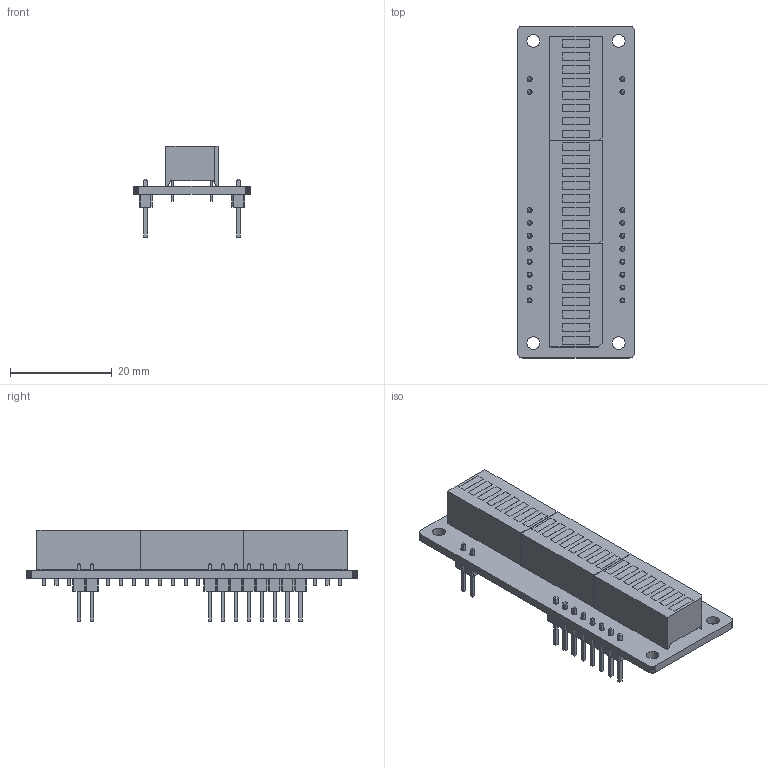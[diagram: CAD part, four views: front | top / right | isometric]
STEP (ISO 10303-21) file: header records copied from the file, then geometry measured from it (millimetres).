
FILE_DESCRIPTION(('KiCad electronic assembly'),'2;1');
FILE_NAME('SBK BarMeter 24 V1.step','2025-06-16T07:57:33',('Pcbnew'),( 'Kicad'),'Open CASCADE STEP processor 7.7','KiCad to STEP converter' ,'Unknown');
FILE_SCHEMA(('AUTOMOTIVE_DESIGN { 1 0 10303 214 1 1 1 1 }'));
Length unit declared in the file: millimetre
Products named in the file (8): SBK BarMeter 24 V1 1; B8B LEDs display BLUE; COMPOUND; PinHeader_1x02_P2.54mm_Vertical; SOLID; PinHeader_1x08_P2.54mm_Vertical; _autosave-SBK BarMeter 24 V1 PCB
Assembly tree (11 placements, depth 3):
  SBK BarMeter 24 V1 1
    B8B LEDs display BLUE  x3
      COMPOUND
    PinHeader_1x02_P2.54mm_Vertical  x2
      SOLID
    PinHeader_1x08_P2.54mm_Vertical  x2
      SOLID
    _autosave-SBK BarMeter 24 V1 PCB
Bounding box: 23 x 65.36 x 18.06 mm (x, y, z)
Volume: 7127.6 mm3; surface area: 7651.9 mm2
Topology: 56 solids, 56 shells, 1047 faces, 2453 edges, 1582 vertices
Faces by surface type: plane 975, cylinder 72
Full cylindrical faces by diameter (mm): 0.762 x48, 1 x20, 2.5 x4
Entity records: 33143 total; most frequent: CARTESIAN_POINT 5868, DIRECTION 4727, LINE 3405, VECTOR 3405, ORIENTED_EDGE 2462, PCURVE 2462, DEFINITIONAL_REPRESENTATION 2462, EDGE_CURVE 1231
